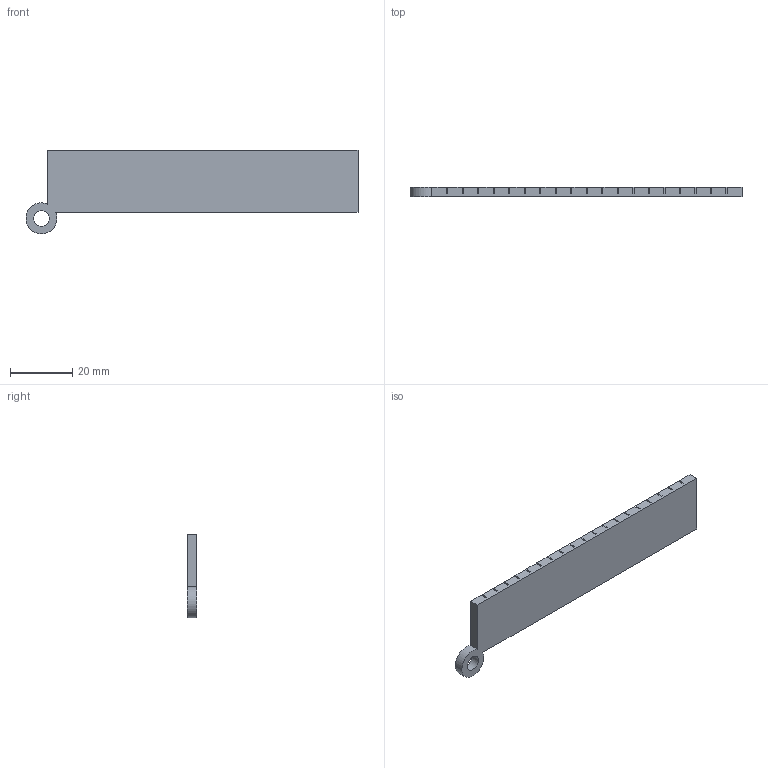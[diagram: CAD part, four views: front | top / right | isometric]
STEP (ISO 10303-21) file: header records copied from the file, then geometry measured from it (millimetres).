
FILE_DESCRIPTION(/* description */ (''),/* implementation_level */ '2;1');
FILE_NAME(/* name */ 'Ruler Keychain.step',/* time_stamp */ '2025-12-18T18:15:51-05:00',/* author */ (''),/* organization */ (''),/* preprocessor_version */ 'ST-DEVELOPER v20.1',/* originating_system */ 'Autodesk Translation Framework v14.21.0.0',/* authorisation */ '');
FILE_SCHEMA (('AUTOMOTIVE_DESIGN { 1 0 10303 214 3 1 1 }'));
Length unit declared in the file: millimetre
Products named in the file (1): 2025-12-18-16-10-43-693
Bounding box: 106.98 x 3 x 26.98 mm (x, y, z)
Volume: 5937.1 mm3; surface area: 5914.2 mm2
Topology: 1 solids, 1 shells, 297 faces, 843 edges, 562 vertices
Faces by surface type: bspline 159, plane 136, cylinder 2
Full cylindrical faces by diameter (mm): 5 x1
Entity records: 11068 total; most frequent: CARTESIAN_POINT 4406, ORIENTED_EDGE 1686, EDGE_CURVE 843, DIRECTION 807, VERTEX_POINT 562, LINE 521, VECTOR 521, B_SPLINE_CURVE_WITH_KNOTS 318
